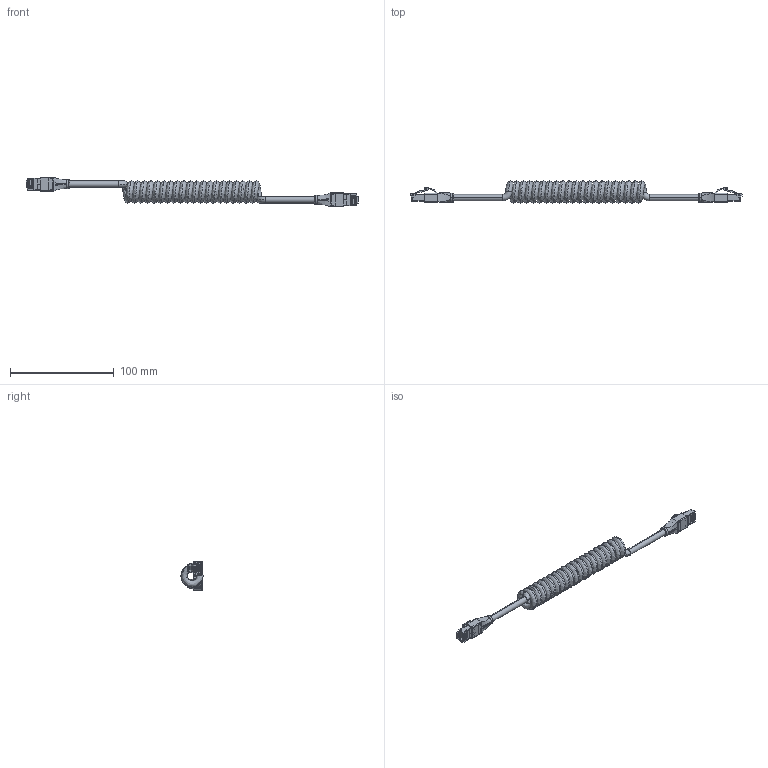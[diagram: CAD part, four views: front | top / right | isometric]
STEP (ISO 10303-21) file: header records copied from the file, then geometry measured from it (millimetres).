
FILE_DESCRIPTION (( 'STEP AP214' ), '1' );
FILE_NAME ('TRD815SZ-CH-X_3D.STEP', '2020-05-12T22:40:04', ( '' ), ( '' ), 'SwSTEP 2.0', 'SolidWorks 2018', '' );
FILE_SCHEMA (( 'AUTOMOTIVE_DESIGN' ));
Length unit declared in the file: millimetre
Products named in the file (10): TRD815_Coil Tangent; 1AD03-013_crimped; 1AD03-013-MA1; TDS8PC5-MA3; 1AD03-013-MA4_crimped strain relief; 1AY01-034_NEW LOGO, entry size not shown; 1AD03-013-MA2; 1AD03-013-MA3; TRD815_HT_coil; TRD815SZ-CH-X_3D
Assembly tree (19 placements, depth 3):
  TRD815SZ-CH-X_3D
    TRD815_HT_coil
    TRD815_Coil Tangent  x2
    1AD03-013_crimped  x2
      1AD03-013-MA3
      1AD03-013-MA2
      1AD03-013-MA1
      1AD03-013-MA4_crimped strain relief
      TDS8PC5-MA3
    1AY01-034_NEW LOGO, entry size not shown  x2
Bounding box: 320.31 x 21.29 x 28.86 mm (x, y, z)
Volume: 37823.4 mm3; surface area: 32581.3 mm2
Topology: 29 solids, 29 shells, 1608 faces, 4502 edges, 2894 vertices
Faces by surface type: plane 1106, cylinder 318, bspline 136, sphere 36, torus 12
Entity records: 32756 total; most frequent: CARTESIAN_POINT 16281, ORIENTED_EDGE 3644, DIRECTION 2930, EDGE_CURVE 1822, VECTOR 1204, LINE 1204, VERTEX_POINT 1170, AXIS2_PLACEMENT_3D 863
